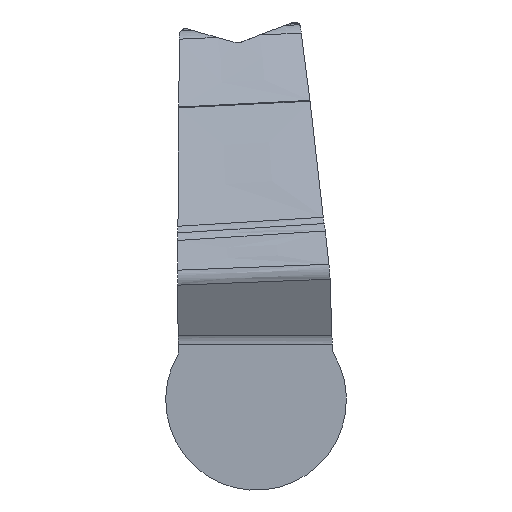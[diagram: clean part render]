
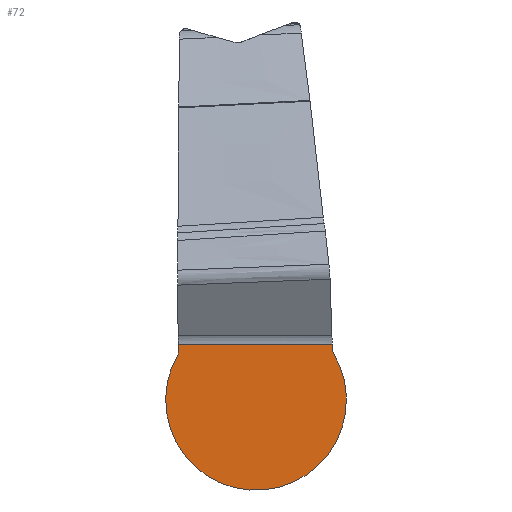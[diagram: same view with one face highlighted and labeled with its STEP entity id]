
A CAD part, top view. The second image highlights one B-rep face of the part: STEP entity #72.
In plain terms, the highlighted planar face has unit normal (0, 0, 1).
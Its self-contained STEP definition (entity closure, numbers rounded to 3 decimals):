
#37=CIRCLE('',#653,1.5);
#72=ADVANCED_FACE('',(#105),#88,.F.);
#88=PLANE('',#655);
#105=FACE_OUTER_BOUND('',#132,.T.);
#132=EDGE_LOOP('',(#317,#318,#319,#320));
#168=(
BOUNDED_CURVE()
B_SPLINE_CURVE(3,(#1600,#1601,#1602,#1603),.UNSPECIFIED.,.F.,.F.)
B_SPLINE_CURVE_WITH_KNOTS((4,4),(0.,1.),.UNSPECIFIED.)
CURVE()
GEOMETRIC_REPRESENTATION_ITEM()
RATIONAL_B_SPLINE_CURVE((1.007,1.007,1.007,
1.007))
REPRESENTATION_ITEM('')
);
#177=LINE('',#798,#190);
#185=LINE('',#1144,#198);
#190=VECTOR('',#667,1.);
#198=VECTOR('',#685,1.);
#317=ORIENTED_EDGE('',*,*,#554,.F.);
#318=ORIENTED_EDGE('',*,*,#518,.F.);
#319=ORIENTED_EDGE('',*,*,#542,.F.);
#320=ORIENTED_EDGE('',*,*,#479,.F.);
#407=VERTEX_POINT('',#797);
#408=VERTEX_POINT('',#799);
#443=VERTEX_POINT('',#1143);
#444=VERTEX_POINT('',#1145);
#479=EDGE_CURVE('',#407,#408,#177,.T.);
#518=EDGE_CURVE('',#443,#444,#185,.T.);
#542=EDGE_CURVE('',#408,#443,#37,.T.);
#554=EDGE_CURVE('',#444,#407,#168,.T.);
#653=AXIS2_PLACEMENT_3D('',#1422,#691,#692);
#655=AXIS2_PLACEMENT_3D('',#1604,#695,#696);
#667=DIRECTION('',(0.081,-0.997,0.));
#685=DIRECTION('',(0.,1.,0.));
#691=DIRECTION('',(0.,0.,-1.));
#692=DIRECTION('',(-1.,0.,0.));
#695=DIRECTION('',(0.,0.,-1.));
#696=DIRECTION('',(-1.,-0.009,0.));
#797=CARTESIAN_POINT('',(1.268,-1.83,0.));
#798=CARTESIAN_POINT('',(1.273,-1.898,0.));
#799=CARTESIAN_POINT('',(1.279,-1.966,0.));
#1143=CARTESIAN_POINT('',(-1.292,-1.989,0.));
#1144=CARTESIAN_POINT('',(-1.292,-1.91,0.));
#1145=CARTESIAN_POINT('',(-1.292,-1.83,0.));
#1422=CARTESIAN_POINT('',(0.,-2.75,0.));
#1600=CARTESIAN_POINT('',(-1.292,-1.83,0.));
#1601=CARTESIAN_POINT('',(-0.445,-1.83,0.));
#1602=CARTESIAN_POINT('',(0.42,-1.83,0.));
#1603=CARTESIAN_POINT('',(1.268,-1.83,0.));
#1604=CARTESIAN_POINT('',(-0.007,-1.977,0.));
